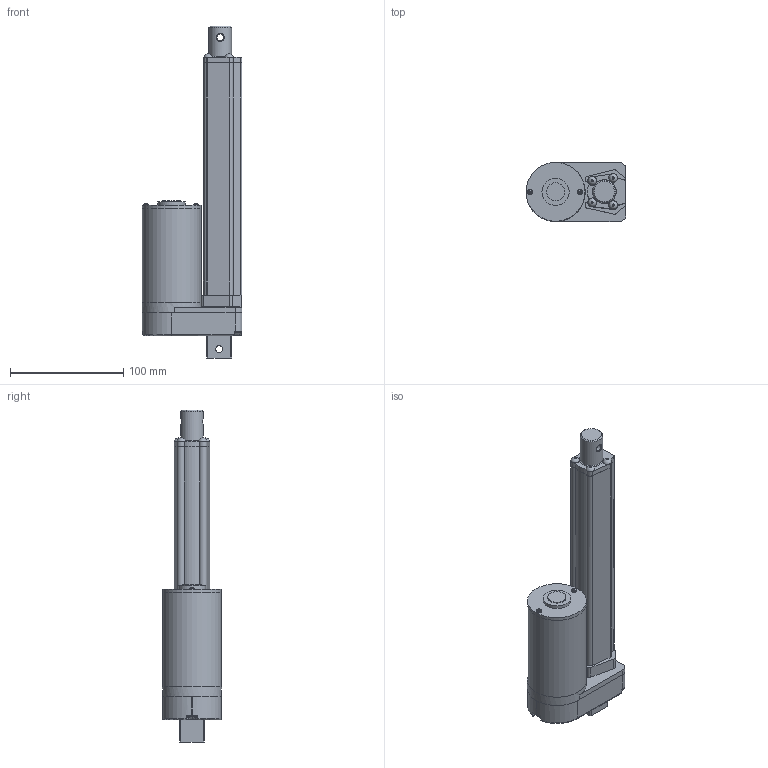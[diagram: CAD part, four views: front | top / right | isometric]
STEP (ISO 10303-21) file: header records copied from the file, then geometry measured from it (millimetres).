
FILE_DESCRIPTION(('FreeCAD Model'),'2;1');
FILE_NAME( 'FA-400-12-6-P.step', '2016-11-02T10:34:12',('Technical Support'),( 'Firgelli Automations Inc'),'Open CASCADE STEP processor 6.8', 'FreeCAD','Unknown');
FILE_SCHEMA(('AUTOMOTIVE_DESIGN_CC2 { 1 2 10303 214 -1 1 5 4 }'));
Products named in the file (1): FA-400-12-6-P
Bounding box: 88.18 x 52.2 x 293.1 mm (x, y, z)
Volume: 516137.3 mm3; surface area: 61283.2 mm2
Topology: 1 solids, 1 shells, 331 faces, 924 edges, 608 vertices
Faces by surface type: plane 169, cylinder 76, cone 41, torus 25, sphere 14, bspline 6
Full cylindrical faces by diameter (mm): 5 x2, 6 x2, 16 x1, 20 x1, 21 x1, 24 x1, 52 x2, 52.2 x1
Entity records: 40862 total; most frequent: CARTESIAN_POINT 23927, DIRECTION 2893, ORIENTED_EDGE 1836, PCURVE 1836, DEFINITIONAL_REPRESENTATION 1836, LINE 1184, VECTOR 1184, EDGE_CURVE 918
